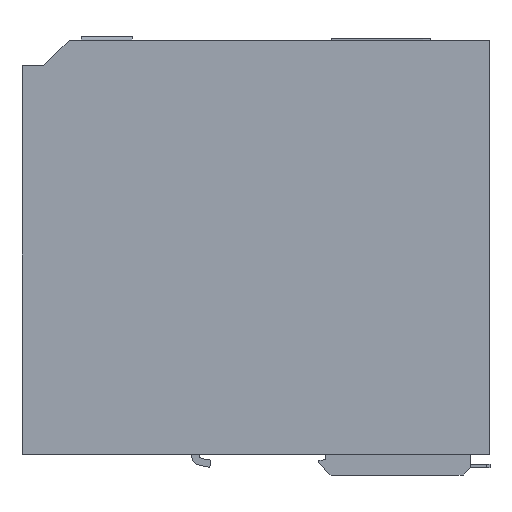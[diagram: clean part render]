
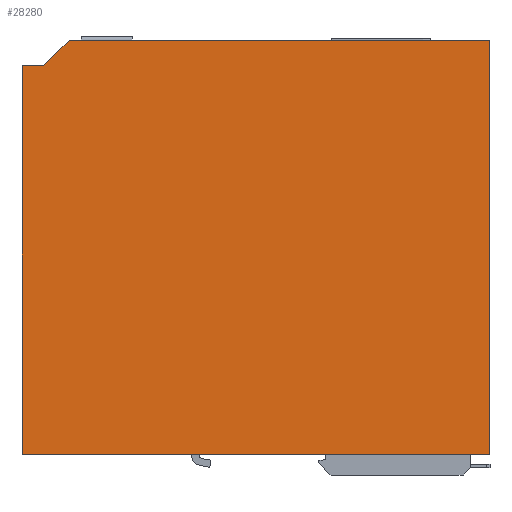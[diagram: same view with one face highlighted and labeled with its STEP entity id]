
A CAD part, left-side view. The second image highlights one B-rep face of the part: STEP entity #28280.
In plain terms, the highlighted planar face has unit normal (-1, 0, 0).
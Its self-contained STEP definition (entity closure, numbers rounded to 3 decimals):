
#24540=CARTESIAN_POINT('',(-245.223,-309.223,
1.1));
#24550=CARTESIAN_POINT('',(276.223,-309.223,
1.1));
#24560=CARTESIAN_POINT('',(-245.223,296.223,
1.1));
#24570=CARTESIAN_POINT('',(276.223,296.223,
1.1));
#24580=B_SPLINE_SURFACE_WITH_KNOTS('',1,1,((#24540,#24560),(#24550,
#24570)),.UNSPECIFIED.,.F.,.F.,.F.,(2,2),(2,2),(-245.723,
275.723),(-245.723,359.723),.UNSPECIFIED.);
#27620=CARTESIAN_POINT('',(0.,-43.598,-5.1));
#27630=DIRECTION('',(-1.,0.,0.));
#27640=DIRECTION('',(0.,0.,1.));
#27650=AXIS2_PLACEMENT_3D('',#27620,#27630,#27640);
#27660=PLANE('',#27650);
#27670=CARTESIAN_POINT('',(0.,-65.,0.));
#27680=DIRECTION('',(0.,0.,-1.));
#27690=VECTOR('',#27680,1.);
#27700=LINE('',#27670,#27690);
#27710=CARTESIAN_POINT('',(0.,-65.,1.1));
#27720=VERTEX_POINT('',#27710);
#27730=CARTESIAN_POINT('',(0.,-65.,-114.));
#27740=VERTEX_POINT('',#27730);
#27750=EDGE_CURVE('',#27720,#27740,#27700,.T.);
#27760=ORIENTED_EDGE('',*,*,#27750,.F.);
#27770=CARTESIAN_POINT('',(0.,-237.567,-114.));
#27780=DIRECTION('',(0.,1.,0.));
#27790=VECTOR('',#27780,1.);
#27800=LINE('',#27770,#27790);
#27810=CARTESIAN_POINT('',(0.,65.,-114.));
#27820=VERTEX_POINT('',#27810);
#27830=EDGE_CURVE('',#27740,#27820,#27800,.T.);
#27840=ORIENTED_EDGE('',*,*,#27830,.F.);
#27850=CARTESIAN_POINT('',(0.,65.,173.567));
#27860=DIRECTION('',(0.,0.,-1.));
#27870=VECTOR('',#27860,1.);
#27880=LINE('',#27850,#27870);
#27890=CARTESIAN_POINT('',(0.,65.,-6.));
#27900=VERTEX_POINT('',#27890);
#27910=EDGE_CURVE('',#27900,#27820,#27880,.T.);
#27920=ORIENTED_EDGE('',*,*,#27910,.T.);
#27930=CARTESIAN_POINT('',(0.,-237.567,-6.));
#27940=DIRECTION('',(0.,1.,0.));
#27950=VECTOR('',#27940,1.);
#27960=LINE('',#27930,#27950);
#27970=CARTESIAN_POINT('',(0.,59.,-6.));
#27980=VERTEX_POINT('',#27970);
#27990=EDGE_CURVE('',#27980,#27900,#27960,.T.);
#28000=ORIENTED_EDGE('',*,*,#27990,.T.);
#28010=CARTESIAN_POINT('',(0.,53.,0.));
#28020=DIRECTION('',(0.,0.707,-0.707));
#28030=VECTOR('',#28020,1.);
#28040=LINE('',#28010,#28030);
#28050=CARTESIAN_POINT('',(0.,51.9,1.1));
#28060=VERTEX_POINT('',#28050);
#28070=EDGE_CURVE('',#28060,#27980,#28040,.T.);
#28080=ORIENTED_EDGE('',*,*,#28070,.T.);
#28090=CARTESIAN_POINT('',(0.,-65.,1.1));
#28100=CARTESIAN_POINT('',(0.,-55.258,
1.1));
#28110=CARTESIAN_POINT('',(0.,-45.517,1.1));
#28120=CARTESIAN_POINT('',(0.,-35.775,1.1));
#28130=CARTESIAN_POINT('',(0.,-26.033,1.1));
#28140=CARTESIAN_POINT('',(0.,-16.292,1.1));
#28150=CARTESIAN_POINT('',(0.,-6.55,1.1));
#28160=CARTESIAN_POINT('',(0.,3.192,1.1));
#28170=CARTESIAN_POINT('',(0.,12.933,1.1));
#28180=CARTESIAN_POINT('',(0.,22.675,1.1));
#28190=CARTESIAN_POINT('',(0.,32.417,1.1));
#28200=CARTESIAN_POINT('',(0.,42.158,1.1));
#28210=CARTESIAN_POINT('',(0.,51.9,1.1));
#28220=B_SPLINE_CURVE_WITH_KNOTS('',3,(#28090,#28100,#28110,#28120,
#28130,#28140,#28150,#28160,#28170,#28180,#28190,#28200,#28210),
.UNSPECIFIED.,.F.,.F.,(4,3,3,3,4),(0.,29.225,58.45,
87.675,116.9),.UNSPECIFIED.);
#28230=SURFACE_CURVE('',#28220,(#27660,#24580),.CURVE_3D.);
#28240=EDGE_CURVE('',#27720,#28060,#28230,.T.);
#28250=ORIENTED_EDGE('',*,*,#28240,.T.);
#28260=EDGE_LOOP('',(#28250,#28080,#28000,#27920,#27840,#27760));
#28270=FACE_OUTER_BOUND('',#28260,.T.);
#28280=ADVANCED_FACE('',(#28270),#27660,.T.);
